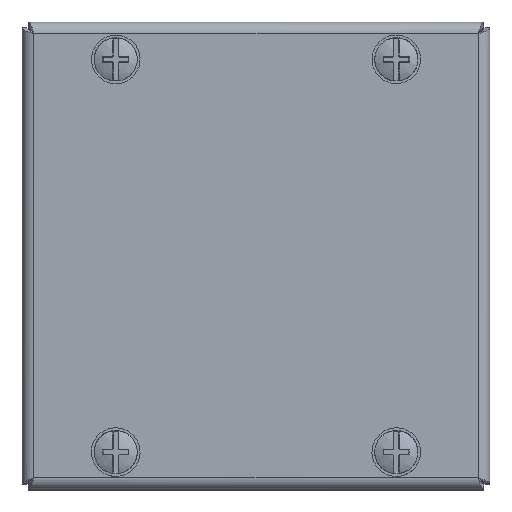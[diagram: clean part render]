
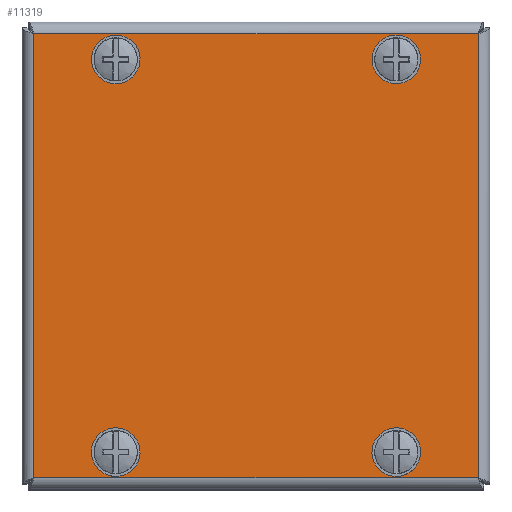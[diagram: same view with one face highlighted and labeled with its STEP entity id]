
A CAD part, top view. The second image highlights one B-rep face of the part: STEP entity #11319.
In plain terms, the highlighted face is planar.
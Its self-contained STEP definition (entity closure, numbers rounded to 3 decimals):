
#11319 = ADVANCED_FACE('',(#11320,#11331,#11342,#11353,#11364),#11398,
  .F.);
#11320 = FACE_BOUND('',#11321,.T.);
#11321 = EDGE_LOOP('',(#11322));
#11322 = ORIENTED_EDGE('',*,*,#11323,.F.);
#11323 = EDGE_CURVE('',#11324,#11324,#11326,.T.);
#11324 = VERTEX_POINT('',#11325);
#11325 = CARTESIAN_POINT('',(34.,-42.,-0.));
#11326 = CIRCLE('',#11327,4.);
#11327 = AXIS2_PLACEMENT_3D('',#11328,#11329,#11330);
#11328 = CARTESIAN_POINT('',(30.,-42.,-0.));
#11329 = DIRECTION('',(0.,0.,-1.));
#11330 = DIRECTION('',(1.,0.,0.));
#11331 = FACE_BOUND('',#11332,.T.);
#11332 = EDGE_LOOP('',(#11333));
#11333 = ORIENTED_EDGE('',*,*,#11334,.F.);
#11334 = EDGE_CURVE('',#11335,#11335,#11337,.T.);
#11335 = VERTEX_POINT('',#11336);
#11336 = CARTESIAN_POINT('',(-34.,-42.,0.));
#11337 = CIRCLE('',#11338,4.);
#11338 = AXIS2_PLACEMENT_3D('',#11339,#11340,#11341);
#11339 = CARTESIAN_POINT('',(-30.,-42.,0.));
#11340 = DIRECTION('',(0.,0.,-1.));
#11341 = DIRECTION('',(-1.,0.,0.));
#11342 = FACE_BOUND('',#11343,.T.);
#11343 = EDGE_LOOP('',(#11344));
#11344 = ORIENTED_EDGE('',*,*,#11345,.F.);
#11345 = EDGE_CURVE('',#11346,#11346,#11348,.T.);
#11346 = VERTEX_POINT('',#11347);
#11347 = CARTESIAN_POINT('',(-26.,42.,0.));
#11348 = CIRCLE('',#11349,4.);
#11349 = AXIS2_PLACEMENT_3D('',#11350,#11351,#11352);
#11350 = CARTESIAN_POINT('',(-30.,42.,0.));
#11351 = DIRECTION('',(0.,0.,-1.));
#11352 = DIRECTION('',(1.,0.,0.));
#11353 = FACE_BOUND('',#11354,.T.);
#11354 = EDGE_LOOP('',(#11355));
#11355 = ORIENTED_EDGE('',*,*,#11356,.F.);
#11356 = EDGE_CURVE('',#11357,#11357,#11359,.T.);
#11357 = VERTEX_POINT('',#11358);
#11358 = CARTESIAN_POINT('',(26.,42.,0.));
#11359 = CIRCLE('',#11360,4.);
#11360 = AXIS2_PLACEMENT_3D('',#11361,#11362,#11363);
#11361 = CARTESIAN_POINT('',(30.,42.,0.));
#11362 = DIRECTION('',(0.,0.,-1.));
#11363 = DIRECTION('',(-1.,0.,0.));
#11364 = FACE_BOUND('',#11365,.T.);
#11365 = EDGE_LOOP('',(#11366,#11376,#11384,#11392));
#11366 = ORIENTED_EDGE('',*,*,#11367,.T.);
#11367 = EDGE_CURVE('',#11368,#11370,#11372,.T.);
#11368 = VERTEX_POINT('',#11369);
#11369 = CARTESIAN_POINT('',(47.5,-47.5,0.));
#11370 = VERTEX_POINT('',#11371);
#11371 = CARTESIAN_POINT('',(-47.5,-47.5,0.));
#11372 = LINE('',#11373,#11374);
#11373 = CARTESIAN_POINT('',(48.743,-47.5,0.)
  );
#11374 = VECTOR('',#11375,1.);
#11375 = DIRECTION('',(-1.,0.,0.));
#11376 = ORIENTED_EDGE('',*,*,#11377,.T.);
#11377 = EDGE_CURVE('',#11370,#11378,#11380,.T.);
#11378 = VERTEX_POINT('',#11379);
#11379 = CARTESIAN_POINT('',(-47.5,47.5,0.));
#11380 = LINE('',#11381,#11382);
#11381 = CARTESIAN_POINT('',(-47.5,-48.743,0.)
  );
#11382 = VECTOR('',#11383,1.);
#11383 = DIRECTION('',(-0.,1.,-0.));
#11384 = ORIENTED_EDGE('',*,*,#11385,.T.);
#11385 = EDGE_CURVE('',#11378,#11386,#11388,.T.);
#11386 = VERTEX_POINT('',#11387);
#11387 = CARTESIAN_POINT('',(47.5,47.5,0.));
#11388 = LINE('',#11389,#11390);
#11389 = CARTESIAN_POINT('',(-48.743,47.5,0.));
#11390 = VECTOR('',#11391,1.);
#11391 = DIRECTION('',(1.,0.,0.));
#11392 = ORIENTED_EDGE('',*,*,#11393,.T.);
#11393 = EDGE_CURVE('',#11386,#11368,#11394,.T.);
#11394 = LINE('',#11395,#11396);
#11395 = CARTESIAN_POINT('',(47.5,48.743,0.));
#11396 = VECTOR('',#11397,1.);
#11397 = DIRECTION('',(-0.,-1.,-0.));
#11398 = PLANE('',#11399);
#11399 = AXIS2_PLACEMENT_3D('',#11400,#11401,#11402);
#11400 = CARTESIAN_POINT('',(-50.,50.,0.));
#11401 = DIRECTION('',(0.,-0.,1.));
#11402 = DIRECTION('',(1.,0.,0.));
